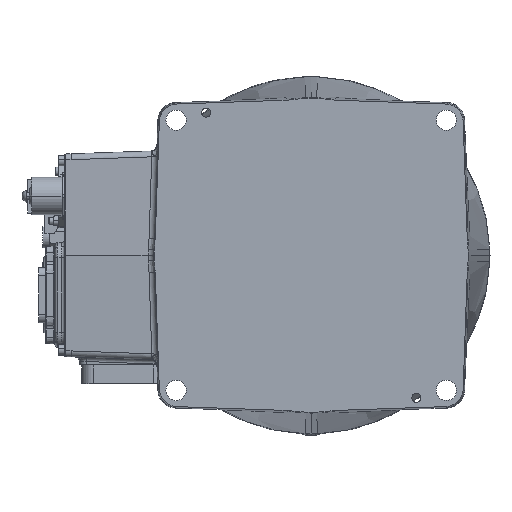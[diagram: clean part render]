
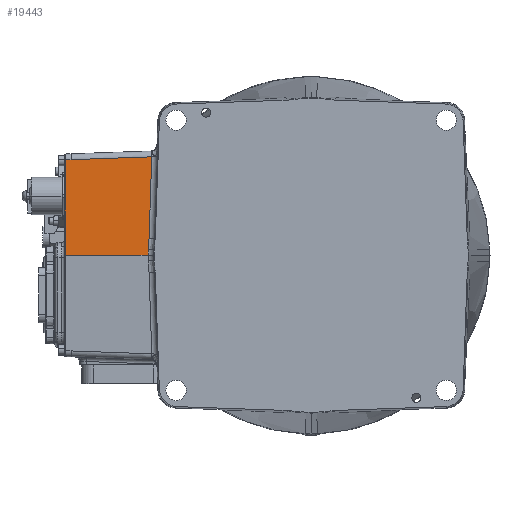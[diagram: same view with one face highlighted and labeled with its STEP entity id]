
A CAD part, front view. The second image highlights one B-rep face of the part: STEP entity #19443.
In plain terms, the highlighted planar face has unit normal (-0.035, -0.999, 0.026).
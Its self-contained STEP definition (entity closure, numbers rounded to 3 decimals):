
#205 = CARTESIAN_POINT ( 'NONE',  ( -108.692, 8.103, 0. ) ) ;
#525 = PLANE ( 'NONE',  #3510 ) ;
#1098 = CARTESIAN_POINT ( 'NONE',  ( -160., 11.564, 63.712 ) ) ;
#1154 = EDGE_CURVE ( 'NONE', #9173, #20277, #6918, .T. ) ;
#1746 = CARTESIAN_POINT ( 'NONE',  ( -160., 11.564, 63.712 ) ) ;
#2781 = DIRECTION ( 'NONE',  ( 0.033, 0.025, 0.999 ) ) ;
#3002 = ORIENTED_EDGE ( 'NONE', *, *, #1154, .T. ) ;
#3074 = DIRECTION ( 'NONE',  ( -0.999, 0.035, 0. ) ) ;
#3510 = AXIS2_PLACEMENT_3D ( 'NONE', #13369, #18578, #3074 ) ;
#5309 = EDGE_CURVE ( 'NONE', #9350, #20277, #18052, .T. ) ;
#5643 = VECTOR ( 'NONE', #24362, 1000. ) ;
#5824 = CARTESIAN_POINT ( 'NONE',  ( -163.717, 11.693, 63.708 ) ) ;
#5855 = ORIENTED_EDGE ( 'NONE', *, *, #14834, .T. ) ;
#6184 = DIRECTION ( 'NONE',  ( -0.999, 0.034, -0.035 ) ) ;
#6323 = CARTESIAN_POINT ( 'NONE',  ( -108.569, 8.195, 3.692 ) ) ;
#6918 = LINE ( 'NONE', #21649, #24255 ) ;
#7493 = EDGE_CURVE ( 'NONE', #9350, #21009, #31237, .T. ) ;
#9173 = VERTEX_POINT ( 'NONE', #33066 ) ;
#9350 = VERTEX_POINT ( 'NONE', #5824 ) ;
#11525 = CARTESIAN_POINT ( 'NONE',  ( -106.081, 9.838, 69.732 ) ) ;
#11531 = VECTOR ( 'NONE', #27877, 1000. ) ;
#11534 = CARTESIAN_POINT ( 'NONE',  ( -108.303, 8.322, 8.879 ) ) ;
#12118 = ORIENTED_EDGE ( 'NONE', *, *, #23729, .T. ) ;
#12466 = CARTESIAN_POINT ( 'NONE',  ( -163.717, 11.693, 63.708 ) ) ;
#12503 = FACE_OUTER_BOUND ( 'NONE', #23772, .T. ) ;
#12507 = ORIENTED_EDGE ( 'NONE', *, *, #5309, .F. ) ;
#12785 = CARTESIAN_POINT ( 'NONE',  ( -108.569, 8.195, 3.692 ) ) ;
#13185 = VERTEX_POINT ( 'NONE', #205 ) ;
#13369 = CARTESIAN_POINT ( 'NONE',  ( -160., 11.564, 63.712 ) ) ;
#13459 = CARTESIAN_POINT ( 'NONE',  ( -160.058, 9.897, 0. ) ) ;
#14834 = EDGE_CURVE ( 'NONE', #21009, #13185, #23918, .T. ) ;
#16124 = CARTESIAN_POINT ( 'NONE',  ( -163.717, 10.025, 0. ) ) ;
#17263 = VECTOR ( 'NONE', #21524, 1000. ) ;
#17275 = VERTEX_POINT ( 'NONE', #30854 ) ;
#17322 = EDGE_CURVE ( 'NONE', #17275, #9173, #26229, .T. ) ;
#17827 = VERTEX_POINT ( 'NONE', #12785 ) ;
#18052 = LINE ( 'NONE', #1098, #17263 ) ;
#18128 = ORIENTED_EDGE ( 'NONE', *, *, #17322, .T. ) ;
#18578 = DIRECTION ( 'NONE',  ( -0.035, -0.999, 0.026 ) ) ;
#18846 = CARTESIAN_POINT ( 'NONE',  ( -108.688, 8.106, 0.118 ) ) ;
#19327 =( BOUNDED_CURVE ( )  B_SPLINE_CURVE ( 3, ( #6323, #21788, #11534, #29515 ),
 .UNSPECIFIED., .F., .F. ) 
 B_SPLINE_CURVE_WITH_KNOTS ( ( 4, 4 ),
 ( 5.673, 5.745 ),
 .UNSPECIFIED. ) 
 CURVE ( )  GEOMETRIC_REPRESENTATION_ITEM ( )  RATIONAL_B_SPLINE_CURVE ( ( 1., 1., 1., 1. ) ) 
 REPRESENTATION_ITEM ( '' )  );
#19443 = ADVANCED_FACE ( 'NONE', ( #12503 ), #525, .T. ) ;
#19824 = LINE ( 'NONE', #18846, #28238 ) ;
#20277 = VERTEX_POINT ( 'NONE', #1746 ) ;
#21009 = VERTEX_POINT ( 'NONE', #16124 ) ;
#21524 = DIRECTION ( 'NONE',  ( 0.999, -0.035, 0.001 ) ) ;
#21649 = CARTESIAN_POINT ( 'NONE',  ( -166.995, 11.802, 63.468 ) ) ;
#21788 = CARTESIAN_POINT ( 'NONE',  ( -108.482, 8.26, 6.288 ) ) ;
#22312 = VECTOR ( 'NONE', #28871, 1000. ) ;
#23729 = EDGE_CURVE ( 'NONE', #17827, #17275, #19327, .T. ) ;
#23772 = EDGE_LOOP ( 'NONE', ( #12507, #28981, #5855, #30694, #12118, #18128, #3002 ) ) ;
#23918 = LINE ( 'NONE', #13459, #22312 ) ;
#24255 = VECTOR ( 'NONE', #6184, 1000. ) ;
#24362 = DIRECTION ( 'NONE',  ( 0.033, 0.025, 0.999 ) ) ;
#26229 = LINE ( 'NONE', #11525, #5643 ) ;
#27877 = DIRECTION ( 'NONE',  ( 0., -0.026, -1. ) ) ;
#28171 = EDGE_CURVE ( 'NONE', #13185, #17827, #19824, .T. ) ;
#28238 = VECTOR ( 'NONE', #2781, 1000. ) ;
#28871 = DIRECTION ( 'NONE',  ( 0.999, -0.035, 0. ) ) ;
#28981 = ORIENTED_EDGE ( 'NONE', *, *, #7493, .T. ) ;
#29515 = CARTESIAN_POINT ( 'NONE',  ( -108.03, 8.38, 11.462 ) ) ;
#30694 = ORIENTED_EDGE ( 'NONE', *, *, #28171, .T. ) ;
#30854 = CARTESIAN_POINT ( 'NONE',  ( -108.03, 8.38, 11.462 ) ) ;
#31237 = LINE ( 'NONE', #12466, #11531 ) ;
#33066 = CARTESIAN_POINT ( 'NONE',  ( -106.219, 9.734, 65.59 ) ) ;
